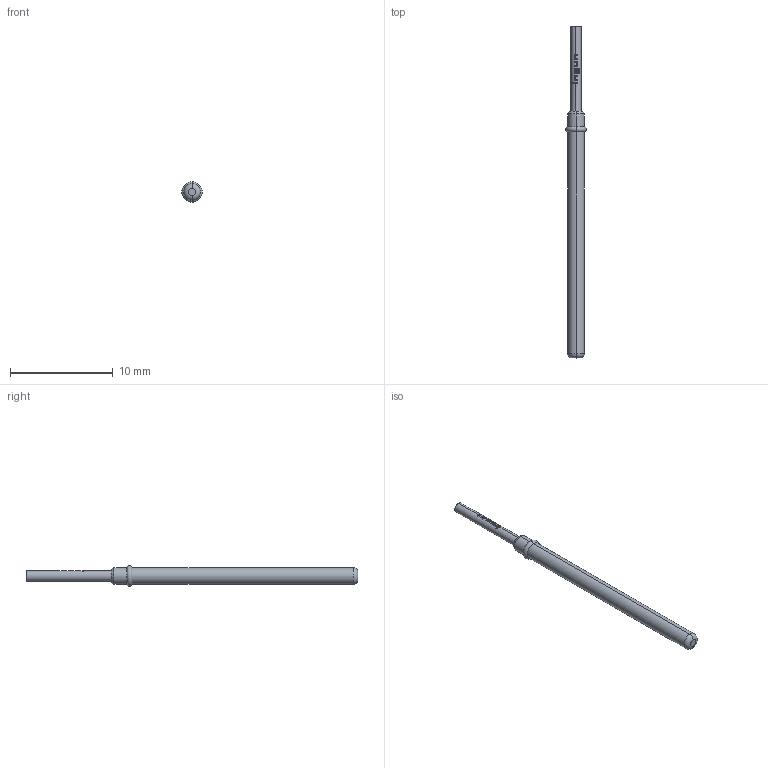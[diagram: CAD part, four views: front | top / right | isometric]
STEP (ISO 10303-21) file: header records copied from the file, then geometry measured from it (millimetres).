
FILE_DESCRIPTION (( 'STEP AP203' ), '1' );
FILE_NAME ('INGUN_GKS-112_302_100_A_xx02.STEP', '2021-12-22T08:26:32', ( 'ochi' ), ( '' ), 'SwSTEP 2.0', 'SolidWorks 2018', '' );
FILE_SCHEMA (( 'CONFIG_CONTROL_DESIGN' ));
Length unit declared in the file: millimetre
Products named in the file (1): INGUN_GKS-112_302_100_A_xx02
Bounding box: 2 x 32.3 x 2 mm (x, y, z)
Volume: 57.9 mm3; surface area: 154.4 mm2
Topology: 1 solids, 1 shells, 87 faces, 241 edges, 158 vertices
Faces by surface type: bspline 52, cylinder 16, plane 13, torus 4, cone 2
Entity records: 3864 total; most frequent: CARTESIAN_POINT 2107, ORIENTED_EDGE 482, EDGE_CURVE 241, B_SPLINE_CURVE_WITH_KNOTS 204, VERTEX_POINT 158, DIRECTION 129, EDGE_LOOP 89, ADVANCED_FACE 87
